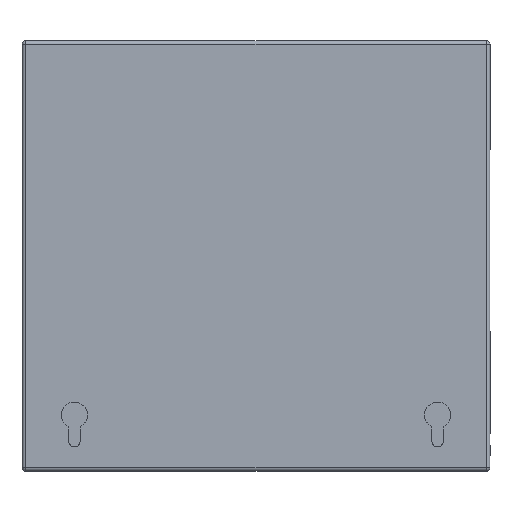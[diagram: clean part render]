
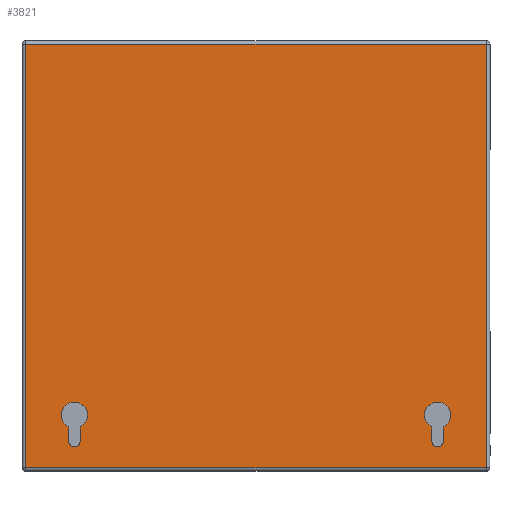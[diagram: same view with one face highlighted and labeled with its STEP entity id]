
A CAD part, front view. The second image highlights one B-rep face of the part: STEP entity #3821.
In plain terms, the highlighted planar face has unit normal (0, -1, 0).
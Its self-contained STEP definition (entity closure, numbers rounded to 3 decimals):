
#47=FACE_BOUND('',#761,.T.);
#48=FACE_BOUND('',#762,.T.);
#210=CIRCLE('',#4124,3.5);
#211=CIRCLE('',#4125,1.5);
#212=CIRCLE('',#4126,1.5);
#213=CIRCLE('',#4127,3.5);
#545=FACE_OUTER_BOUND('',#760,.T.);
#760=EDGE_LOOP('',(#3038,#3039,#3040,#3041));
#761=EDGE_LOOP('',(#3042,#3043,#3044,#3045));
#762=EDGE_LOOP('',(#3046,#3047,#3048,#3049));
#1098=LINE('',#5949,#1472);
#1100=LINE('',#5957,#1474);
#1102=LINE('',#5967,#1476);
#1104=LINE('',#5976,#1478);
#1129=LINE('',#6071,#1503);
#1130=LINE('',#6074,#1504);
#1131=LINE('',#6079,#1505);
#1132=LINE('',#6082,#1506);
#1472=VECTOR('',#4808,10.);
#1474=VECTOR('',#4816,10.);
#1476=VECTOR('',#4828,10.);
#1478=VECTOR('',#4840,10.);
#1503=VECTOR('',#4923,10.);
#1504=VECTOR('',#4926,10.);
#1505=VECTOR('',#4929,10.);
#1506=VECTOR('',#4932,10.);
#1809=VERTEX_POINT('',#5946);
#1810=VERTEX_POINT('',#5948);
#1813=VERTEX_POINT('',#5956);
#1816=VERTEX_POINT('',#5966);
#1857=VERTEX_POINT('',#6067);
#1858=VERTEX_POINT('',#6068);
#1859=VERTEX_POINT('',#6070);
#1860=VERTEX_POINT('',#6072);
#1861=VERTEX_POINT('',#6075);
#1862=VERTEX_POINT('',#6076);
#1863=VERTEX_POINT('',#6078);
#1864=VERTEX_POINT('',#6080);
#2239=EDGE_CURVE('',#1809,#1810,#1098,.T.);
#2243=EDGE_CURVE('',#1810,#1813,#1100,.T.);
#2248=EDGE_CURVE('',#1813,#1816,#1102,.T.);
#2253=EDGE_CURVE('',#1816,#1809,#1104,.T.);
#2299=EDGE_CURVE('',#1857,#1858,#210,.T.);
#2300=EDGE_CURVE('',#1858,#1859,#1129,.T.);
#2301=EDGE_CURVE('',#1859,#1860,#211,.T.);
#2302=EDGE_CURVE('',#1860,#1857,#1130,.T.);
#2303=EDGE_CURVE('',#1861,#1862,#212,.T.);
#2304=EDGE_CURVE('',#1862,#1863,#1131,.T.);
#2305=EDGE_CURVE('',#1863,#1864,#213,.T.);
#2306=EDGE_CURVE('',#1864,#1861,#1132,.T.);
#3038=ORIENTED_EDGE('',*,*,#2239,.F.);
#3039=ORIENTED_EDGE('',*,*,#2253,.F.);
#3040=ORIENTED_EDGE('',*,*,#2248,.F.);
#3041=ORIENTED_EDGE('',*,*,#2243,.F.);
#3042=ORIENTED_EDGE('',*,*,#2299,.T.);
#3043=ORIENTED_EDGE('',*,*,#2300,.T.);
#3044=ORIENTED_EDGE('',*,*,#2301,.T.);
#3045=ORIENTED_EDGE('',*,*,#2302,.T.);
#3046=ORIENTED_EDGE('',*,*,#2303,.T.);
#3047=ORIENTED_EDGE('',*,*,#2304,.T.);
#3048=ORIENTED_EDGE('',*,*,#2305,.T.);
#3049=ORIENTED_EDGE('',*,*,#2306,.T.);
#3665=PLANE('',#4123);
#3821=ADVANCED_FACE('',(#545,#47,#48),#3665,.F.);
#4123=AXIS2_PLACEMENT_3D('',#6066,#4919,#4920);
#4124=AXIS2_PLACEMENT_3D('',#6069,#4921,#4922);
#4125=AXIS2_PLACEMENT_3D('',#6073,#4924,#4925);
#4126=AXIS2_PLACEMENT_3D('',#6077,#4927,#4928);
#4127=AXIS2_PLACEMENT_3D('',#6081,#4930,#4931);
#4808=DIRECTION('',(0.,0.,-1.));
#4816=DIRECTION('',(-1.,0.,0.));
#4828=DIRECTION('',(0.,0.,1.));
#4840=DIRECTION('',(1.,0.,0.));
#4919=DIRECTION('center_axis',(0.,1.,0.));
#4920=DIRECTION('ref_axis',(0.,0.,1.));
#4921=DIRECTION('center_axis',(0.,1.,0.));
#4922=DIRECTION('ref_axis',(1.,0.,0.));
#4923=DIRECTION('',(0.,0.,-1.));
#4924=DIRECTION('center_axis',(0.,1.,0.));
#4925=DIRECTION('ref_axis',(-1.,0.,0.));
#4926=DIRECTION('',(0.,0.,1.));
#4927=DIRECTION('center_axis',(0.,1.,0.));
#4928=DIRECTION('ref_axis',(-1.,0.,0.));
#4929=DIRECTION('',(0.,0.,1.));
#4930=DIRECTION('center_axis',(0.,1.,0.));
#4931=DIRECTION('ref_axis',(1.,0.,0.));
#4932=DIRECTION('',(0.,0.,-1.));
#5946=CARTESIAN_POINT('',(-1.,0.,-1.));
#5948=CARTESIAN_POINT('',(-1.,0.,-114.));
#5949=CARTESIAN_POINT('',(-1.,0.,-28.75));
#5956=CARTESIAN_POINT('',(-124.,0.,-114.));
#5957=CARTESIAN_POINT('',(-31.25,0.,-114.));
#5966=CARTESIAN_POINT('',(-124.,0.,-1.));
#5967=CARTESIAN_POINT('',(-124.,0.,-86.25));
#5976=CARTESIAN_POINT('',(-93.75,0.,-1.));
#6066=CARTESIAN_POINT('Origin',(-62.5,0.,-57.5));
#6067=CARTESIAN_POINT('',(-15.5,0.,-103.162));
#6068=CARTESIAN_POINT('',(-12.5,0.,-103.162));
#6069=CARTESIAN_POINT('Origin',(-14.,0.,-100.));
#6070=CARTESIAN_POINT('',(-12.5,0.,-107.));
#6071=CARTESIAN_POINT('',(-12.5,0.,-80.331));
#6072=CARTESIAN_POINT('',(-15.5,0.,-107.));
#6073=CARTESIAN_POINT('Origin',(-14.,0.,-107.));
#6074=CARTESIAN_POINT('',(-15.5,0.,-82.25));
#6075=CARTESIAN_POINT('',(-109.5,0.,-107.));
#6076=CARTESIAN_POINT('',(-112.5,0.,-107.));
#6077=CARTESIAN_POINT('Origin',(-111.,0.,-107.));
#6078=CARTESIAN_POINT('',(-112.5,0.,-103.162));
#6079=CARTESIAN_POINT('',(-112.5,0.,-82.25));
#6080=CARTESIAN_POINT('',(-109.5,0.,-103.162));
#6081=CARTESIAN_POINT('Origin',(-111.,0.,-100.));
#6082=CARTESIAN_POINT('',(-109.5,0.,-80.331));
